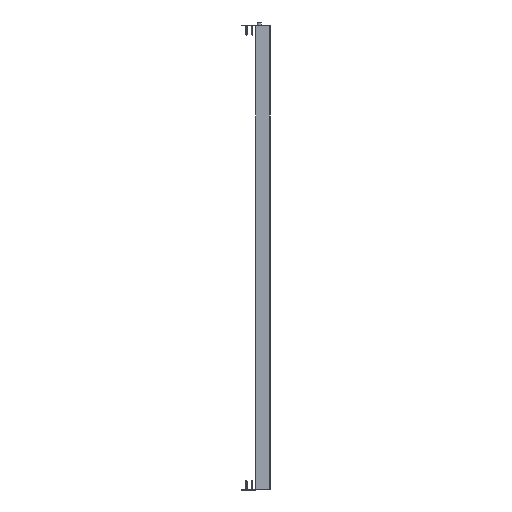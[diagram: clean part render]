
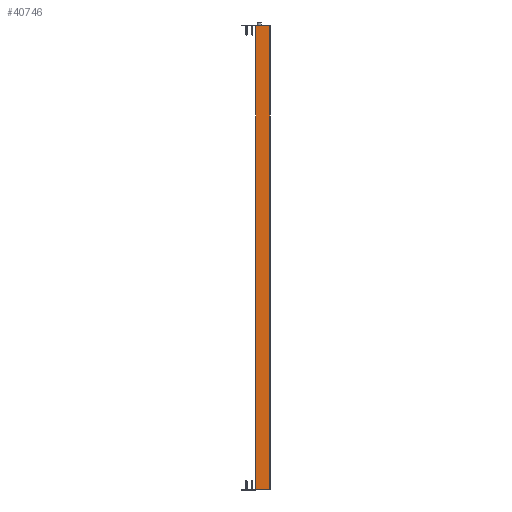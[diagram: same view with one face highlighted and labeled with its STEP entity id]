
A CAD part, left-side view. The second image highlights one B-rep face of the part: STEP entity #40746.
In plain terms, the highlighted planar face has unit normal (-1, 0.007, 0).
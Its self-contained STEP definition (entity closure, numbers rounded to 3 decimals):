
#187 = EDGE_LOOP ( 'NONE', ( #24333, #41267, #11203, #16873 ) ) ;
#1962 = CARTESIAN_POINT ( 'NONE',  ( -6.382, -0.695, 0. ) ) ;
#2674 = VECTOR ( 'NONE', #35994, 1000. ) ;
#3234 = VERTEX_POINT ( 'NONE', #32428 ) ;
#6617 = EDGE_CURVE ( 'NONE', #29869, #45062, #8550, .T. ) ;
#6778 = DIRECTION ( 'NONE',  ( -0.007, -1., 0. ) ) ;
#6958 = FACE_OUTER_BOUND ( 'NONE', #187, .T. ) ;
#8141 = VERTEX_POINT ( 'NONE', #42402 ) ;
#8550 = LINE ( 'NONE', #12294, #28696 ) ;
#10822 = AXIS2_PLACEMENT_3D ( 'NONE', #18421, #14906, #17501 ) ;
#10964 = LINE ( 'NONE', #43735, #2674 ) ;
#11203 = ORIENTED_EDGE ( 'NONE', *, *, #35241, .F. ) ;
#12294 = CARTESIAN_POINT ( 'NONE',  ( -6.382, -0.695, -957. ) ) ;
#13815 = VECTOR ( 'NONE', #6778, 1000. ) ;
#14906 = DIRECTION ( 'NONE',  ( -1., 0.007, 0. ) ) ;
#16873 = ORIENTED_EDGE ( 'NONE', *, *, #6617, .T. ) ;
#17501 = DIRECTION ( 'NONE',  ( -0.007, -1., 0. ) ) ;
#18421 = CARTESIAN_POINT ( 'NONE',  ( -6.377, 0., -957. ) ) ;
#18625 = DIRECTION ( 'NONE',  ( 0., 0., -1. ) ) ;
#20706 = CARTESIAN_POINT ( 'NONE',  ( -6.377, 0., -957. ) ) ;
#24333 = ORIENTED_EDGE ( 'NONE', *, *, #33769, .T. ) ;
#24449 = DIRECTION ( 'NONE',  ( -0.007, -1., 0. ) ) ;
#26681 = CARTESIAN_POINT ( 'NONE',  ( -6.382, -0.695, -957. ) ) ;
#27396 = CARTESIAN_POINT ( 'NONE',  ( -6.377, 0., 0. ) ) ;
#28696 = VECTOR ( 'NONE', #18625, 1000. ) ;
#29869 = VERTEX_POINT ( 'NONE', #1962 ) ;
#32428 = CARTESIAN_POINT ( 'NONE',  ( -6.599, -29.85, 0. ) ) ;
#33769 = EDGE_CURVE ( 'NONE', #45062, #8141, #38498, .T. ) ;
#33956 = VECTOR ( 'NONE', #24449, 1000. ) ;
#35241 = EDGE_CURVE ( 'NONE', #29869, #3234, #38841, .T. ) ;
#35994 = DIRECTION ( 'NONE',  ( 0., 0., 1. ) ) ;
#36432 = PLANE ( 'NONE',  #10822 ) ;
#38498 = LINE ( 'NONE', #20706, #33956 ) ;
#38841 = LINE ( 'NONE', #27396, #13815 ) ;
#40746 = ADVANCED_FACE ( 'NONE', ( #6958 ), #36432, .T. ) ;
#41267 = ORIENTED_EDGE ( 'NONE', *, *, #41441, .T. ) ;
#41441 = EDGE_CURVE ( 'NONE', #8141, #3234, #10964, .T. ) ;
#42402 = CARTESIAN_POINT ( 'NONE',  ( -6.599, -29.85, -957. ) ) ;
#43735 = CARTESIAN_POINT ( 'NONE',  ( -6.599, -29.85, -957. ) ) ;
#45062 = VERTEX_POINT ( 'NONE', #26681 ) ;
